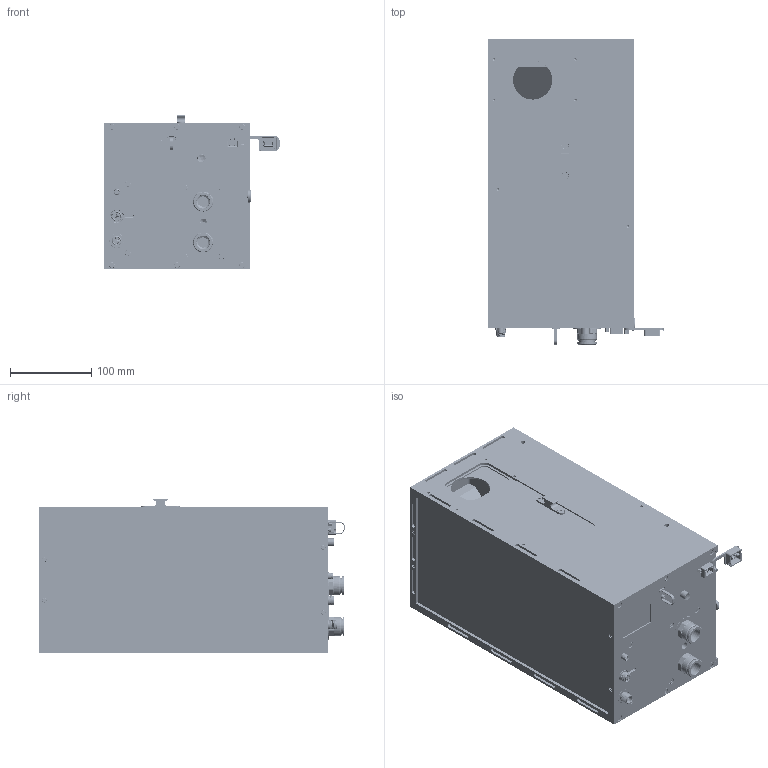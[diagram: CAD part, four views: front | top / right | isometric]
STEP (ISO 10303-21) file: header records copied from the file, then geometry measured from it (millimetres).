
FILE_DESCRIPTION(/* description */ (''),/* implementation_level */ '2;1');
FILE_NAME(/* name */ 'PM+HP15',/* time_stamp */ '2021-10-05T12:00:30+02:00',/* author */ (''),/* organization */ (''),/* preprocessor_version */ 'ST-DEVELOPER v16.5',/* originating_system */ 'HiCAD 2020 2501.0 Build 260',/* authorisation */ '');
FILE_SCHEMA (('AUTOMOTIVE_DESIGN { 1 0 10303 214 1 1 1 1 }'));
Bounding box: 216.75 x 375.2 x 189.9 mm (x, y, z)
Volume: 2180317 mm3; surface area: 818988 mm2
Topology: 115 solids, 117 shells, 5514 faces, 14046 edges, 9034 vertices
Faces by surface type: plane 2401, cylinder 2078, cone 487, bspline 316, torus 206, sphere 26
Full cylindrical faces by diameter (mm): 0.3 x12, 0.6 x20, 0.65 x8, 0.9 x32, 0.97 x12, 1.1 x12, 1.5 x4, 1.6 x11, 1.85 x5, 1.9 x1, 2.05 x5, 2.08 x2, 2.261 x2, 2.3 x1, 2.5 x54, 2.6 x1, 2.824 x2, 3 x15, 3.049 x2, 3.07 x1, 3.1 x4, 3.2 x12, 3.3 x40, 3.4 x7, 4 x27, 4.2 x13, 4.3 x20, 4.5 x2, 4.7 x12, 5 x25
Entity records: 178960 total; most frequent: CARTESIAN_POINT 53492, DIRECTION 26285, ORIENTED_EDGE 25374, EDGE_CURVE 12665, AXIS2_PLACEMENT_3D 10104, VERTEX_POINT 8664, FACE_BOUND 7191, EDGE_LOOP 7092
